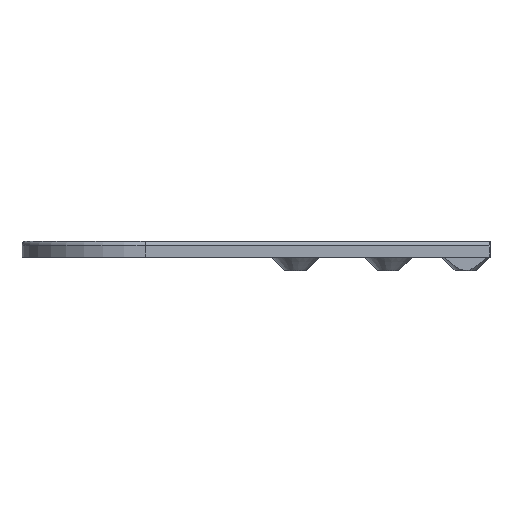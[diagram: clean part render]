
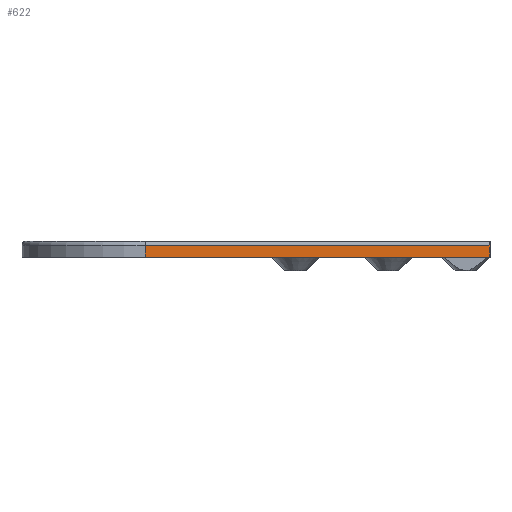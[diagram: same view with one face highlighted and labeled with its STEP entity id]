
A CAD part, front view. The second image highlights one B-rep face of the part: STEP entity #622.
In plain terms, the highlighted planar face has unit normal (0, -1, 0).
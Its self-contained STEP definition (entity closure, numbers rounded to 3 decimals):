
#175 = EDGE_CURVE ( 'NONE', #2227, #1194, #841, .T. ) ;
#188 = ORIENTED_EDGE ( 'NONE', *, *, #1411, .T. ) ;
#362 = CARTESIAN_POINT ( 'NONE',  ( -67.5, -77.5, 82.3 ) ) ;
#371 = AXIS2_PLACEMENT_3D ( 'NONE', #397, #2564, #1085 ) ;
#397 = CARTESIAN_POINT ( 'NONE',  ( -67.5, -77.5, 83.8 ) ) ;
#455 = CARTESIAN_POINT ( 'NONE',  ( -67.5, -77.5, 77.8 ) ) ;
#586 = VECTOR ( 'NONE', #2603, 1000. ) ;
#591 = PLANE ( 'NONE',  #371 ) ;
#622 = ADVANCED_FACE ( 'NONE', ( #1729 ), #591, .F. ) ;
#841 = LINE ( 'NONE', #1724, #586 ) ;
#859 = CARTESIAN_POINT ( 'NONE',  ( 62.712, -77.5, 82.3 ) ) ;
#878 = ORIENTED_EDGE ( 'NONE', *, *, #175, .T. ) ;
#1075 = VECTOR ( 'NONE', #1558, 1000. ) ;
#1085 = DIRECTION ( 'NONE',  ( -1., 0., 0. ) ) ;
#1102 = EDGE_CURVE ( 'NONE', #2816, #2227, #2384, .T. ) ;
#1194 = VERTEX_POINT ( 'NONE', #455 ) ;
#1237 = DIRECTION ( 'NONE',  ( -1., 0., 0. ) ) ;
#1371 = ORIENTED_EDGE ( 'NONE', *, *, #2257, .F. ) ;
#1402 = CARTESIAN_POINT ( 'NONE',  ( 62.712, -77.5, 77.8 ) ) ;
#1411 = EDGE_CURVE ( 'NONE', #1194, #2761, #1608, .T. ) ;
#1515 = LINE ( 'NONE', #2821, #1075 ) ;
#1558 = DIRECTION ( 'NONE',  ( 0., 0., -1. ) ) ;
#1608 = LINE ( 'NONE', #2207, #2178 ) ;
#1658 = EDGE_LOOP ( 'NONE', ( #1371, #2620, #878, #188 ) ) ;
#1665 = CARTESIAN_POINT ( 'NONE',  ( -67.5, -77.5, 82.3 ) ) ;
#1724 = CARTESIAN_POINT ( 'NONE',  ( -67.5, -77.5, 83.8 ) ) ;
#1729 = FACE_OUTER_BOUND ( 'NONE', #1658, .T. ) ;
#2003 = DIRECTION ( 'NONE',  ( 1., 0., 0. ) ) ;
#2132 = VECTOR ( 'NONE', #1237, 1000. ) ;
#2178 = VECTOR ( 'NONE', #2003, 1000. ) ;
#2207 = CARTESIAN_POINT ( 'NONE',  ( -67.5, -77.5, 77.8 ) ) ;
#2227 = VERTEX_POINT ( 'NONE', #1665 ) ;
#2257 = EDGE_CURVE ( 'NONE', #2816, #2761, #1515, .T. ) ;
#2384 = LINE ( 'NONE', #362, #2132 ) ;
#2564 = DIRECTION ( 'NONE',  ( 0., 1., 0. ) ) ;
#2603 = DIRECTION ( 'NONE',  ( 0., 0., -1. ) ) ;
#2620 = ORIENTED_EDGE ( 'NONE', *, *, #1102, .T. ) ;
#2761 = VERTEX_POINT ( 'NONE', #1402 ) ;
#2816 = VERTEX_POINT ( 'NONE', #859 ) ;
#2821 = CARTESIAN_POINT ( 'NONE',  ( 62.712, -77.5, 83.8 ) ) ;
